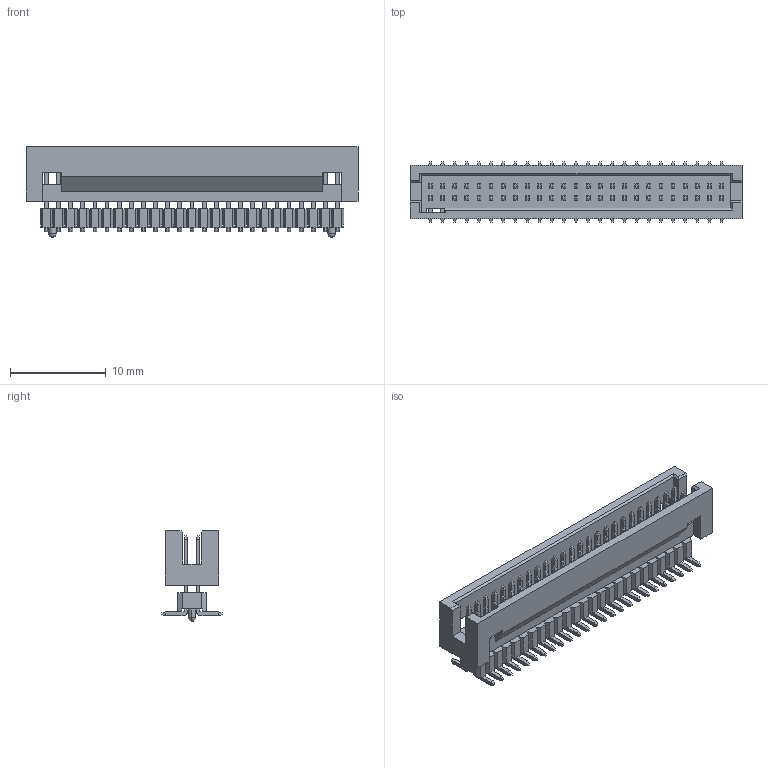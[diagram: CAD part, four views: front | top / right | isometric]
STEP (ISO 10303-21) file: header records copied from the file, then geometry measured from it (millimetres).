
FILE_DESCRIPTION (( 'STEP AP214' ), '1' );
FILE_NAME ('FBH12718-D50S1014K6M04A-REF.STEP', '2025-11-27T02:21:51', ( '' ), ( '' ), 'SwSTEP 2.0', 'SolidWorks 2021', '' );
FILE_SCHEMA (( 'AUTOMOTIVE_DESIGN' ));
Length unit declared in the file: millimetre
Products named in the file (1): FBH12718-D50S1014K6M04A-REF
Bounding box: 34.75 x 6.3 x 9.5 mm (x, y, z)
Volume: 724.7 mm3; surface area: 2130.8 mm2
Topology: 1 solids, 1 shells, 2007 faces, 5419 edges, 3206 vertices
Faces by surface type: plane 1899, cylinder 104, sphere 4
Entity records: 60995 total; most frequent: ORIENTED_EDGE 10822, CARTESIAN_POINT 10621, DIRECTION 9639, EDGE_CURVE 5411, LINE 5199, VECTOR 5199, VERTEX_POINT 3202, AXIS2_PLACEMENT_3D 2220
